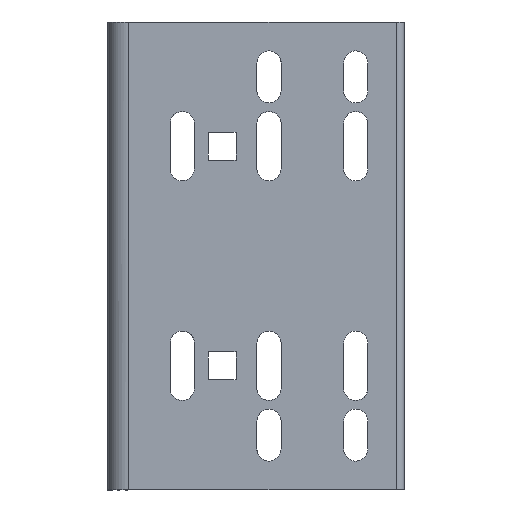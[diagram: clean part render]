
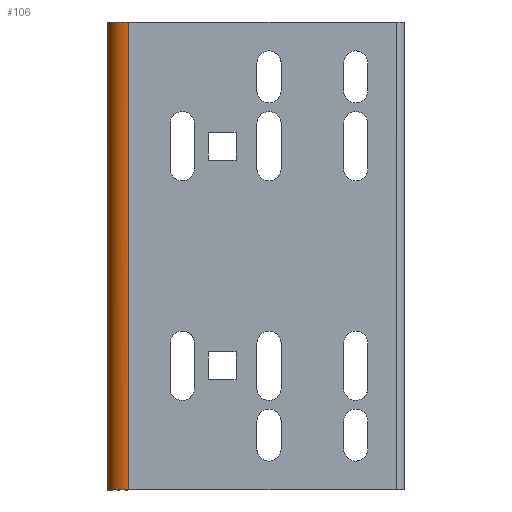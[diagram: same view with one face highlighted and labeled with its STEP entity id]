
A CAD part, left-side view. The second image highlights one B-rep face of the part: STEP entity #106.
In plain terms, the highlighted free-form (B-spline) face has degree [2, 1] with [9, 2] control points.
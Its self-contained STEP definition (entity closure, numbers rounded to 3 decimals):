
#106=ADVANCED_FACE('',(#295),#3402,.T.);
#295=FACE_OUTER_BOUND('',#542,.T.);
#542=EDGE_LOOP('',(#1102,#1103,#1104,#1105));
#1102=ORIENTED_EDGE('',*,*,#1983,.F.);
#1103=ORIENTED_EDGE('',*,*,#1988,.F.);
#1104=ORIENTED_EDGE('',*,*,#1987,.T.);
#1105=ORIENTED_EDGE('',*,*,#1986,.F.);
#1983=EDGE_CURVE('',#3153,#3049,#2742,.T.);
#1986=EDGE_CURVE('',#3049,#3048,#2393,.T.);
#1987=EDGE_CURVE('',#3154,#3048,#2745,.T.);
#1988=EDGE_CURVE('',#3154,#3153,#2394,.T.);
#2393=(
BOUNDED_CURVE()
B_SPLINE_CURVE(2,(#6103,#6104,#6105,#6106,#6107),.UNSPECIFIED.,.F.,.F.)
B_SPLINE_CURVE_WITH_KNOTS((3,2,3),(0.,9.425,18.85),
 .UNSPECIFIED.)
CURVE()
GEOMETRIC_REPRESENTATION_ITEM()
RATIONAL_B_SPLINE_CURVE((1.,0.707,1.,0.707,1.))
REPRESENTATION_ITEM('')
);
#2394=(
BOUNDED_CURVE()
B_SPLINE_CURVE(2,(#6110,#6111,#6112,#6113,#6114),.UNSPECIFIED.,.F.,.F.)
B_SPLINE_CURVE_WITH_KNOTS((3,2,3),(0.,9.425,18.85),
 .UNSPECIFIED.)
CURVE()
GEOMETRIC_REPRESENTATION_ITEM()
RATIONAL_B_SPLINE_CURVE((1.,0.707,1.,0.707,1.))
REPRESENTATION_ITEM('')
);
#2742=B_SPLINE_CURVE_WITH_KNOTS('',1,(#6097,#6098),.UNSPECIFIED.,.F.,.F.,
(2,2),(-135.,0.),.UNSPECIFIED.);
#2745=B_SPLINE_CURVE_WITH_KNOTS('',1,(#6108,#6109),.UNSPECIFIED.,.F.,.F.,
(2,2),(0.,135.),.UNSPECIFIED.);
#3048=VERTEX_POINT('',#5511);
#3049=VERTEX_POINT('',#5512);
#3153=VERTEX_POINT('',#5616);
#3154=VERTEX_POINT('',#5617);
#3402=(
BOUNDED_SURFACE()
B_SPLINE_SURFACE(2,1,((#3926,#3927),(#3928,#3929),(#3930,#3931),(#3932,
#3933),(#3934,#3935),(#3936,#3937),(#3938,#3939),(#3940,#3941),(#3942,#3943)),
 .UNSPECIFIED.,.T.,.F.,.F.)
B_SPLINE_SURFACE_WITH_KNOTS((3,2,2,2,3),(2,2),(0.,1.571,3.142,
4.712,6.283),(0.,162.6),.UNSPECIFIED.)
GEOMETRIC_REPRESENTATION_ITEM()
RATIONAL_B_SPLINE_SURFACE(((1.,1.),(0.707,0.707),
(1.,1.),(0.707,0.707),(1.,1.),(0.707,
0.707),(1.,1.),(0.707,0.707),(1.,1.)))
REPRESENTATION_ITEM('')
SURFACE()
);
#3926=CARTESIAN_POINT('',(-94.,73.5,-81.3));
#3927=CARTESIAN_POINT('',(-94.,73.5,81.3));
#3928=CARTESIAN_POINT('',(-88.,73.5,-81.3));
#3929=CARTESIAN_POINT('',(-88.,73.5,81.3));
#3930=CARTESIAN_POINT('',(-88.,79.5,-81.3));
#3931=CARTESIAN_POINT('',(-88.,79.5,81.3));
#3932=CARTESIAN_POINT('',(-88.,85.5,-81.3));
#3933=CARTESIAN_POINT('',(-88.,85.5,81.3));
#3934=CARTESIAN_POINT('',(-94.,85.5,-81.3));
#3935=CARTESIAN_POINT('',(-94.,85.5,81.3));
#3936=CARTESIAN_POINT('',(-100.,85.5,-81.3));
#3937=CARTESIAN_POINT('',(-100.,85.5,81.3));
#3938=CARTESIAN_POINT('',(-100.,79.5,-81.3));
#3939=CARTESIAN_POINT('',(-100.,79.5,81.3));
#3940=CARTESIAN_POINT('',(-100.,73.5,-81.3));
#3941=CARTESIAN_POINT('',(-100.,73.5,81.3));
#3942=CARTESIAN_POINT('',(-94.,73.5,-81.3));
#3943=CARTESIAN_POINT('',(-94.,73.5,81.3));
#5511=CARTESIAN_POINT('',(-100.,79.5,67.5));
#5512=CARTESIAN_POINT('',(-88.,79.5,67.5));
#5616=CARTESIAN_POINT('',(-88.,79.5,-67.5));
#5617=CARTESIAN_POINT('',(-100.,79.5,-67.5));
#6097=CARTESIAN_POINT('',(-88.,79.5,-67.5));
#6098=CARTESIAN_POINT('',(-88.,79.5,67.5));
#6103=CARTESIAN_POINT('',(-88.,79.5,67.5));
#6104=CARTESIAN_POINT('',(-88.,85.5,67.5));
#6105=CARTESIAN_POINT('',(-94.,85.5,67.5));
#6106=CARTESIAN_POINT('',(-100.,85.5,67.5));
#6107=CARTESIAN_POINT('',(-100.,79.5,67.5));
#6108=CARTESIAN_POINT('',(-100.,79.5,-67.5));
#6109=CARTESIAN_POINT('',(-100.,79.5,67.5));
#6110=CARTESIAN_POINT('',(-100.,79.5,-67.5));
#6111=CARTESIAN_POINT('',(-100.,85.5,-67.5));
#6112=CARTESIAN_POINT('',(-94.,85.5,-67.5));
#6113=CARTESIAN_POINT('',(-88.,85.5,-67.5));
#6114=CARTESIAN_POINT('',(-88.,79.5,-67.5));
